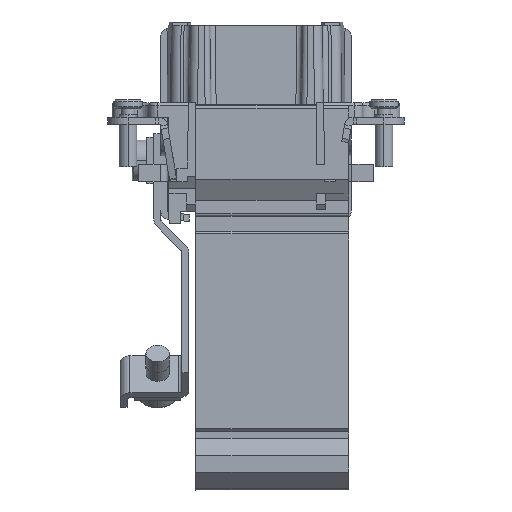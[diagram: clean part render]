
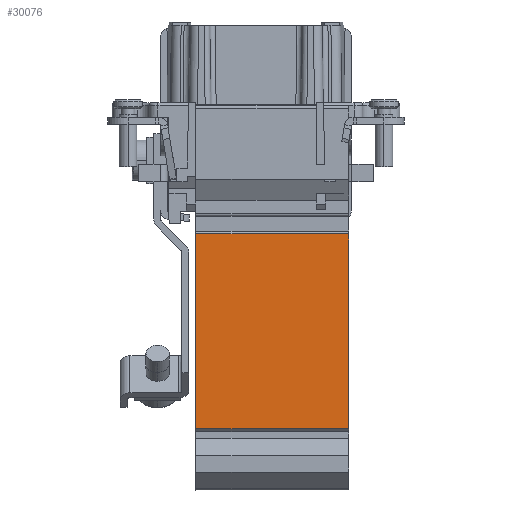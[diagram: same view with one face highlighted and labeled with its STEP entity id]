
A CAD part, left-side view. The second image highlights one B-rep face of the part: STEP entity #30076.
In plain terms, the highlighted planar face has unit normal (-1, 0, 0).
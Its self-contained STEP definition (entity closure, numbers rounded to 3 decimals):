
#1811=DIRECTION('',(0.,0.,1.));
#1812=VECTOR('',#1811,33.467);
#1813=CARTESIAN_POINT('',(-16.851,-42.046,-53.506));
#1814=LINE('',#1813,#1812);
#2202=DIRECTION('',(0.,0.,1.));
#2203=VECTOR('',#2202,33.467);
#2204=CARTESIAN_POINT('',(-16.851,-68.329,-53.506));
#2205=LINE('',#2204,#2203);
#7476=DIRECTION('',(0.,-1.,0.));
#7477=VECTOR('',#7476,26.283);
#7478=CARTESIAN_POINT('',(-16.851,-42.046,-53.506));
#7479=LINE('',#7478,#7477);
#7480=DIRECTION('',(0.,-1.,0.));
#7481=VECTOR('',#7480,26.283);
#7482=CARTESIAN_POINT('',(-16.851,-42.046,-20.039));
#7483=LINE('',#7482,#7481);
#18111=CARTESIAN_POINT('',(-16.851,-42.046,-53.506));
#18112=VERTEX_POINT('',#18111);
#18113=CARTESIAN_POINT('',(-16.851,-42.046,-20.039));
#18114=VERTEX_POINT('',#18113);
#18177=CARTESIAN_POINT('',(-16.851,-68.329,-53.506));
#18178=VERTEX_POINT('',#18177);
#18179=CARTESIAN_POINT('',(-16.851,-68.329,-20.039));
#18180=VERTEX_POINT('',#18179);
#30064=CARTESIAN_POINT('',(-16.851,-42.046,-53.506));
#30065=DIRECTION('',(-1.,0.,0.));
#30066=DIRECTION('',(0.,0.,1.));
#30067=AXIS2_PLACEMENT_3D('',#30064,#30065,#30066);
#30068=PLANE('',#30067);
#30069=ORIENTED_EDGE('',*,*,#23645,.T.);
#30071=ORIENTED_EDGE('',*,*,#30070,.T.);
#30072=ORIENTED_EDGE('',*,*,#24006,.F.);
#30073=ORIENTED_EDGE('',*,*,#30057,.F.);
#30074=EDGE_LOOP('',(#30069,#30071,#30072,#30073));
#30075=FACE_OUTER_BOUND('',#30074,.F.);
#30076=ADVANCED_FACE('',(#30075),#30068,.T.);
#23645=EDGE_CURVE('',#18112,#18114,#1814,.T.);
#24006=EDGE_CURVE('',#18178,#18180,#2205,.T.);
#30057=EDGE_CURVE('',#18112,#18178,#7479,.T.);
#30070=EDGE_CURVE('',#18114,#18180,#7483,.T.);
